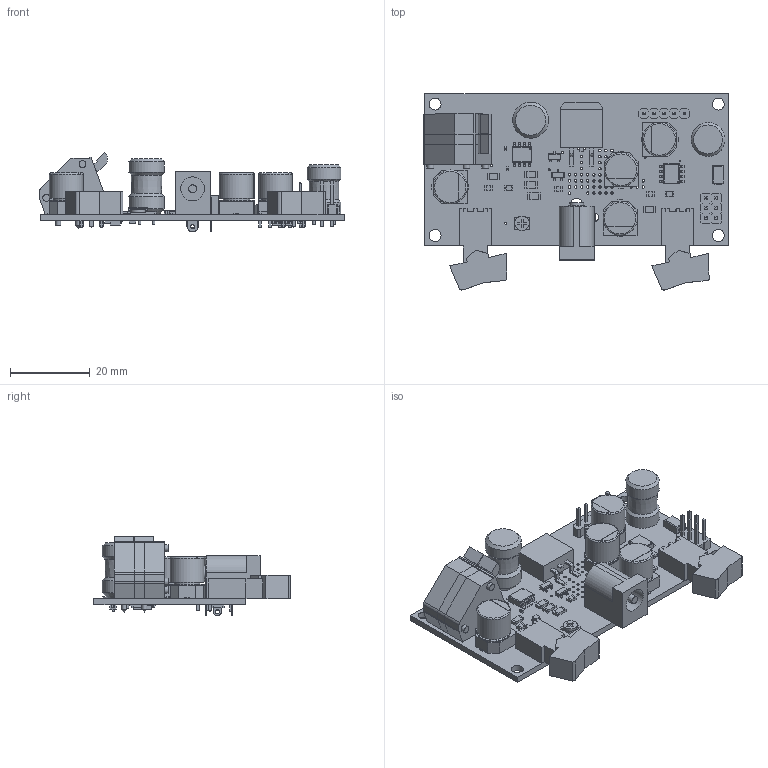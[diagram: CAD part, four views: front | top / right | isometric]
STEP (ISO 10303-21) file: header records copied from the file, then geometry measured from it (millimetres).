
FILE_DESCRIPTION(/* description */ (''),/* implementation_level */ '2;1');
FILE_NAME(/* name */ 'power_supply_board.step',/* time_stamp */ '2018-08-19T07:55:45-05:00',/* author */ ('Brian Boucher'),/* organization */ (''),/* preprocessor_version */ 'ST-DEVELOPER v17',/* originating_system */ 'Autodesk Translation Framework v7.1.0.215',/* authorisation */ '');
FILE_SCHEMA (('AUTOMOTIVE_DESIGN { 1 0 10303 214 3 1 1 }'));
Length unit declared in the file: millimetre
Products named in the file (24): power_supply; PCB Component; Board; IRF630N; EJ508A; ZKFDS; 2X03; B260A-13-F; T411001B; RLB9013; 220uF; SOD3616X115; SOT23; 100uH; 4.02k; 2k; FUSE_1206; 1X05; CD40109B_SPLITEN; AP1507SOIC-8; SOT23-BEC; 2k_1; CHIP-LED0805; 1uF
Assembly tree (40 placements, depth 3):
  power_supply
    PCB Component
      Board
      IRF630N
      EJ508A
      ZKFDS  x2
      2X03
      B260A-13-F
      T411001B  x2
      RLB9013
      220uF  x4
      SOD3616X115
      SOT23
      100uH
      4.02k  x5
      2k  x3
      FUSE_1206  x2
      1X05
      CD40109B_SPLITEN
      AP1507SOIC-8  x2
      SOT23-BEC
      2k_1
      CHIP-LED0805  x2
      1uF  x4
Bounding box: 76.51 x 49.26 x 20.02 mm (x, y, z)
Volume: 15018.5 mm3; surface area: 15342.1 mm2
Topology: 39 solids, 39 shells, 1862 faces, 4641 edges, 2948 vertices
Faces by surface type: plane 1348, cylinder 429, sphere 64, cone 13, torus 8
Full cylindrical faces by diameter (mm): 0.3 x3, 0.35 x4, 0.5 x3, 0.55 x1, 0.6 x61, 0.65 x4, 1 x4, 1.016 x11, 1.02 x3, 1.09 x10, 1.3 x8, 1.708 x2, 1.739 x2, 1.764 x2, 2 x1, 2.1 x1, 2.64 x1, 3 x4, 3.1 x1, 3.5 x1, 3.6 x1, 6 x1, 8.5 x10, 9 x2
Entity records: 40337 total; most frequent: CARTESIAN_POINT 6633, DIRECTION 6534, ORIENTED_EDGE 6454, EDGE_CURVE 3227, LINE 2584, VECTOR 2584, VERTEX_POINT 2074, AXIS2_PLACEMENT_3D 1975
